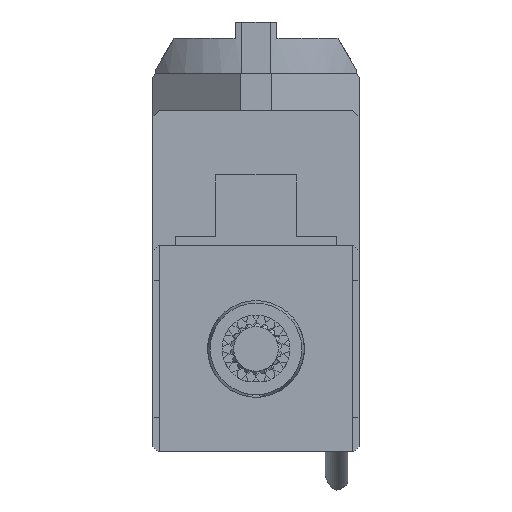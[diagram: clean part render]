
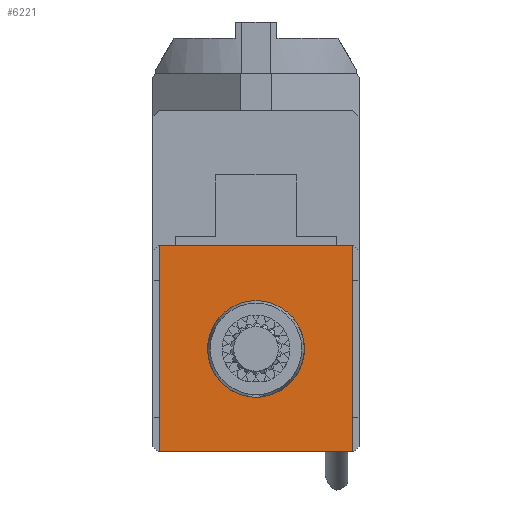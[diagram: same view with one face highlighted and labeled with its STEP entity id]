
A CAD part, front view. The second image highlights one B-rep face of the part: STEP entity #6221.
In plain terms, the highlighted planar face has unit normal (0, -1, 0).
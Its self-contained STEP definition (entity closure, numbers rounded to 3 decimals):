
#742 = EDGE_CURVE ( 'NONE', #22619, #23333, #27310, .T. ) ;
#847 = VECTOR ( 'NONE', #29628, 1000. ) ;
#1032 = ORIENTED_EDGE ( 'NONE', *, *, #18051, .F. ) ;
#1679 = AXIS2_PLACEMENT_3D ( 'NONE', #28069, #30766, #14467 ) ;
#2213 = LINE ( 'NONE', #15871, #847 ) ;
#2324 = FACE_BOUND ( 'NONE', #25791, .T. ) ;
#2722 = CARTESIAN_POINT ( 'NONE',  ( 30., -33.09, 32. ) ) ;
#4806 = DIRECTION ( 'NONE',  ( -1., 0., 0. ) ) ;
#5132 = VERTEX_POINT ( 'NONE', #15947 ) ;
#6221 = ADVANCED_FACE ( 'NONE', ( #2324, #10396 ), #26738, .T. ) ;
#7395 = CIRCLE ( 'NONE', #1679, 14.612 ) ;
#7653 = CARTESIAN_POINT ( 'NONE',  ( -30., -33.09, -32. ) ) ;
#8273 = DIRECTION ( 'NONE',  ( -1., 0., 0. ) ) ;
#9226 = VERTEX_POINT ( 'NONE', #12943 ) ;
#10396 = FACE_OUTER_BOUND ( 'NONE', #28421, .T. ) ;
#10605 = ORIENTED_EDGE ( 'NONE', *, *, #33055, .T. ) ;
#12886 = CARTESIAN_POINT ( 'NONE',  ( -30., -33.09, 32. ) ) ;
#12943 = CARTESIAN_POINT ( 'NONE',  ( 30., -33.09, -32. ) ) ;
#13576 = VECTOR ( 'NONE', #26524, 1000. ) ;
#14467 = DIRECTION ( 'NONE',  ( 0., 0., 1. ) ) ;
#15429 = CARTESIAN_POINT ( 'NONE',  ( -30., -33.09, 98.25 ) ) ;
#15871 = CARTESIAN_POINT ( 'NONE',  ( 30., -33.09, 98.25 ) ) ;
#15947 = CARTESIAN_POINT ( 'NONE',  ( 0., -33.09, 14.612 ) ) ;
#16245 = CARTESIAN_POINT ( 'NONE',  ( 30., -33.09, 32. ) ) ;
#17237 = VECTOR ( 'NONE', #4806, 1000. ) ;
#18051 = EDGE_CURVE ( 'NONE', #22619, #9226, #2213, .T. ) ;
#18676 = ORIENTED_EDGE ( 'NONE', *, *, #27635, .F. ) ;
#18794 = LINE ( 'NONE', #15429, #13576 ) ;
#20982 = CARTESIAN_POINT ( 'NONE',  ( 30., -33.09, 98.25 ) ) ;
#21674 = DIRECTION ( 'NONE',  ( 0., -1., 0. ) ) ;
#21796 = VECTOR ( 'NONE', #8273, 1000. ) ;
#22015 = EDGE_CURVE ( 'NONE', #5132, #5132, #7395, .T. ) ;
#22619 = VERTEX_POINT ( 'NONE', #16245 ) ;
#23333 = VERTEX_POINT ( 'NONE', #12886 ) ;
#24571 = ORIENTED_EDGE ( 'NONE', *, *, #22015, .F. ) ;
#25791 = EDGE_LOOP ( 'NONE', ( #24571 ) ) ;
#26031 = LINE ( 'NONE', #29389, #17237 ) ;
#26524 = DIRECTION ( 'NONE',  ( 0., 0., -1. ) ) ;
#26738 = PLANE ( 'NONE',  #34789 ) ;
#27310 = LINE ( 'NONE', #2722, #21796 ) ;
#27635 = EDGE_CURVE ( 'NONE', #9226, #33131, #26031, .T. ) ;
#28069 = CARTESIAN_POINT ( 'NONE',  ( 0., -33.09, 0. ) ) ;
#28421 = EDGE_LOOP ( 'NONE', ( #1032, #28475, #10605, #18676 ) ) ;
#28475 = ORIENTED_EDGE ( 'NONE', *, *, #742, .T. ) ;
#29389 = CARTESIAN_POINT ( 'NONE',  ( 30., -33.09, -32. ) ) ;
#29628 = DIRECTION ( 'NONE',  ( 0., 0., -1. ) ) ;
#30766 = DIRECTION ( 'NONE',  ( 0., -1., 0. ) ) ;
#31958 = DIRECTION ( 'NONE',  ( 0., 0., -1. ) ) ;
#33055 = EDGE_CURVE ( 'NONE', #23333, #33131, #18794, .T. ) ;
#33131 = VERTEX_POINT ( 'NONE', #7653 ) ;
#34789 = AXIS2_PLACEMENT_3D ( 'NONE', #20982, #21674, #31958 ) ;
